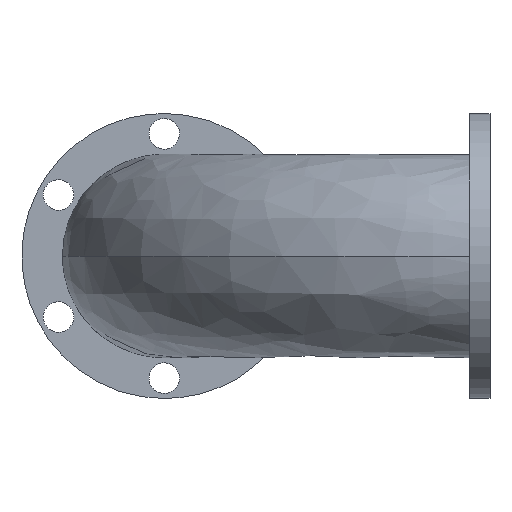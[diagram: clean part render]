
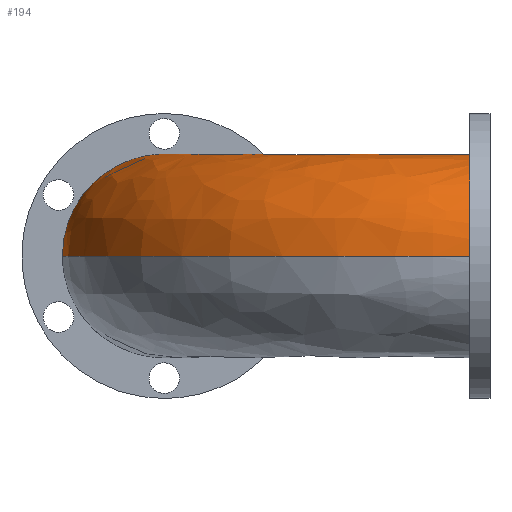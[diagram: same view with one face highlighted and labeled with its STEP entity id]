
A CAD part, left-side view. The second image highlights one B-rep face of the part: STEP entity #194.
In plain terms, the highlighted free-form (B-spline) face has degree [2, 2] with [3, 5] control points.
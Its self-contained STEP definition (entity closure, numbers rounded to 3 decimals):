
#21 = EDGE_CURVE('',#22,#24,#26,.T.);
#22 = VERTEX_POINT('',#23);
#23 = CARTESIAN_POINT('',(0.,200.,0.));
#24 = VERTEX_POINT('',#25);
#25 = CARTESIAN_POINT('',(0.,150.,
    50.));
#26 = ( BOUNDED_CURVE() B_SPLINE_CURVE(2,(#27,#28,#29),.UNSPECIFIED.,.F.
,.F.) B_SPLINE_CURVE_WITH_KNOTS((3,3),(4.712,6.283),
.PIECEWISE_BEZIER_KNOTS.) CURVE() GEOMETRIC_REPRESENTATION_ITEM() 
RATIONAL_B_SPLINE_CURVE((1.,0.707,1.)) REPRESENTATION_ITEM('') 
  );
#27 = CARTESIAN_POINT('',(0.,200.,
    0.));
#28 = CARTESIAN_POINT('',(0.,200.,
    50.));
#29 = CARTESIAN_POINT('',(0.,150.,
    50.));
#194 = ADVANCED_FACE('',(#195),#230,.T.);
#195 = FACE_BOUND('',#196,.T.);
#196 = EDGE_LOOP('',(#197,#198,#206,#216,#224));
#197 = ORIENTED_EDGE('',*,*,#21,.F.);
#198 = ORIENTED_EDGE('',*,*,#199,.T.);
#199 = EDGE_CURVE('',#22,#200,#202,.T.);
#200 = VERTEX_POINT('',#201);
#201 = CARTESIAN_POINT('',(-200.,0.,0.));
#202 = ( BOUNDED_CURVE() B_SPLINE_CURVE(2,(#203,#204,#205),
.UNSPECIFIED.,.F.,.F.) B_SPLINE_CURVE_WITH_KNOTS((3,3),(1.571,
3.142),.PIECEWISE_BEZIER_KNOTS.) CURVE() 
GEOMETRIC_REPRESENTATION_ITEM() RATIONAL_B_SPLINE_CURVE((1.,
0.707,1.)) REPRESENTATION_ITEM('') );
#203 = CARTESIAN_POINT('',(0.,200.,0.));
#204 = CARTESIAN_POINT('',(-200.,200.,0.));
#205 = CARTESIAN_POINT('',(-200.,0.,0.));
#206 = ORIENTED_EDGE('',*,*,#207,.T.);
#207 = EDGE_CURVE('',#200,#208,#210,.T.);
#208 = VERTEX_POINT('',#209);
#209 = CARTESIAN_POINT('',(-100.,0.,0.));
#210 = ( BOUNDED_CURVE() B_SPLINE_CURVE(2,(#211,#212,#213,#214,#215),
.UNSPECIFIED.,.F.,.F.) B_SPLINE_CURVE_WITH_KNOTS((3,2,3),(4.712
,6.283,7.854),.PIECEWISE_BEZIER_KNOTS.) CURVE() 
GEOMETRIC_REPRESENTATION_ITEM() RATIONAL_B_SPLINE_CURVE((1.,
0.707,1.,0.707,1.)) REPRESENTATION_ITEM('') );
#211 = CARTESIAN_POINT('',(-200.,0.,0.));
#212 = CARTESIAN_POINT('',(-200.,0.,50.));
#213 = CARTESIAN_POINT('',(-150.,0.,50.));
#214 = CARTESIAN_POINT('',(-100.,0.,50.));
#215 = CARTESIAN_POINT('',(-100.,0.,0.));
#216 = ORIENTED_EDGE('',*,*,#217,.F.);
#217 = EDGE_CURVE('',#218,#208,#220,.T.);
#218 = VERTEX_POINT('',#219);
#219 = CARTESIAN_POINT('',(0.,100.,
    0.));
#220 = ( BOUNDED_CURVE() B_SPLINE_CURVE(2,(#221,#222,#223),
.UNSPECIFIED.,.F.,.F.) B_SPLINE_CURVE_WITH_KNOTS((3,3),(1.571,
3.142),.PIECEWISE_BEZIER_KNOTS.) CURVE() 
GEOMETRIC_REPRESENTATION_ITEM() RATIONAL_B_SPLINE_CURVE((1.,
0.707,1.)) REPRESENTATION_ITEM('') );
#221 = CARTESIAN_POINT('',(0.,100.,
    0.));
#222 = CARTESIAN_POINT('',(-100.,100.,
    0.));
#223 = CARTESIAN_POINT('',(-100.,0.,
    0.));
#224 = ORIENTED_EDGE('',*,*,#225,.F.);
#225 = EDGE_CURVE('',#24,#218,#226,.T.);
#226 = ( BOUNDED_CURVE() B_SPLINE_CURVE(2,(#227,#228,#229),
.UNSPECIFIED.,.F.,.F.) B_SPLINE_CURVE_WITH_KNOTS((3,3),(0.,
1.571),.PIECEWISE_BEZIER_KNOTS.) CURVE() 
GEOMETRIC_REPRESENTATION_ITEM() RATIONAL_B_SPLINE_CURVE((1.,
0.707,1.)) REPRESENTATION_ITEM('') );
#227 = CARTESIAN_POINT('',(0.,150.,
    50.));
#228 = CARTESIAN_POINT('',(0.,100.,
    50.));
#229 = CARTESIAN_POINT('',(0.,100.,
    0.));
#230 = ( BOUNDED_SURFACE() B_SPLINE_SURFACE(2,2,(
    (#231,#232,#233,#234,#235)
    ,(#236,#237,#238,#239,#240)
    ,(#241,#242,#243,#244,#245
)),.UNSPECIFIED.,.F.,.F.,.F.) B_SPLINE_SURFACE_WITH_KNOTS((3,3),(3,2,3),
  (1.571,3.142),(0.,1.571,3.142),
.PIECEWISE_BEZIER_KNOTS.) GEOMETRIC_REPRESENTATION_ITEM() 
RATIONAL_B_SPLINE_SURFACE((
    (1.,0.707,1.,0.707,1.)
    ,(0.707,0.5,0.707,0.5,0.707)
,(1.,0.707,1.,0.707,1.
))) REPRESENTATION_ITEM('') SURFACE() );
#231 = CARTESIAN_POINT('',(0.,200.,0.));
#232 = CARTESIAN_POINT('',(0.,200.,
    50.));
#233 = CARTESIAN_POINT('',(0.,150.,
    50.));
#234 = CARTESIAN_POINT('',(0.,100.,
    50.));
#235 = CARTESIAN_POINT('',(0.,100.,
    0.));
#236 = CARTESIAN_POINT('',(-200.,200.,0.));
#237 = CARTESIAN_POINT('',(-200.,200.,
    50.));
#238 = CARTESIAN_POINT('',(-150.,150.,
    50.));
#239 = CARTESIAN_POINT('',(-100.,100.,
    50.));
#240 = CARTESIAN_POINT('',(-100.,100.,
    0.));
#241 = CARTESIAN_POINT('',(-200.,0.,0.));
#242 = CARTESIAN_POINT('',(-200.,0.,
    50.));
#243 = CARTESIAN_POINT('',(-150.,0.,
    50.));
#244 = CARTESIAN_POINT('',(-100.,0.,
    50.));
#245 = CARTESIAN_POINT('',(-100.,0.,
    0.));
